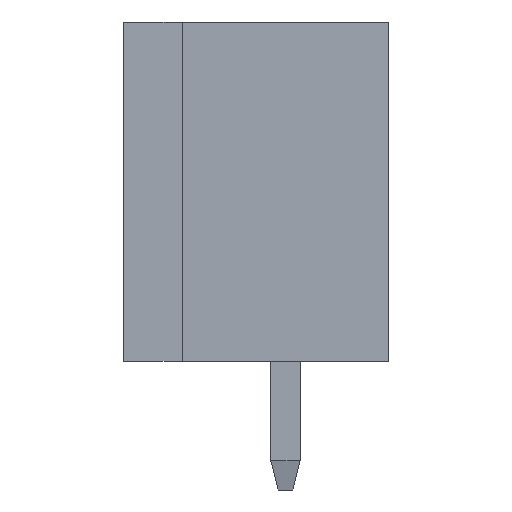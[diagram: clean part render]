
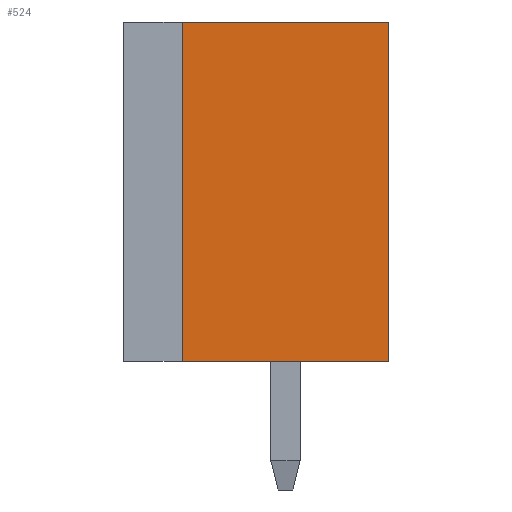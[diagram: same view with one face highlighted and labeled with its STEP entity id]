
A CAD part, left-side view. The second image highlights one B-rep face of the part: STEP entity #524.
In plain terms, the highlighted planar face has unit normal (-1, 0, 0).
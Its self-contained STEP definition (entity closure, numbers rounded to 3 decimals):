
#524 = ADVANCED_FACE( '', ( #1174 ), #1175, .F. );
#1174 = FACE_OUTER_BOUND( '', #1994, .T. );
#1175 = PLANE( '', #1995 );
#1994 = EDGE_LOOP( '', ( #3265, #3266, #3267, #3268 ) );
#1995 = AXIS2_PLACEMENT_3D( '', #3269, #3270, #3271 );
#3265 = ORIENTED_EDGE( '', *, *, #5118, .F. );
#3266 = ORIENTED_EDGE( '', *, *, #5399, .T. );
#3267 = ORIENTED_EDGE( '', *, *, #5400, .F. );
#3268 = ORIENTED_EDGE( '', *, *, #5401, .F. );
#3269 = CARTESIAN_POINT( '', ( -13.9, 0., 0. ) );
#3270 = DIRECTION( '', ( 1., 0., 0. ) );
#3271 = DIRECTION( '', ( 0., 0., -1. ) );
#5118 = EDGE_CURVE( '', #6171, #6173, #6174, .T. );
#5399 = EDGE_CURVE( '', #6171, #6636, #6637, .T. );
#5400 = EDGE_CURVE( '', #6638, #6636, #6639, .T. );
#5401 = EDGE_CURVE( '', #6173, #6638, #6640, .T. );
#6171 = VERTEX_POINT( '', #7722 );
#6173 = VERTEX_POINT( '', #7725 );
#6174 = LINE( '', #7726, #7727 );
#6636 = VERTEX_POINT( '', #8489 );
#6637 = LINE( '', #8490, #8491 );
#6638 = VERTEX_POINT( '', #8492 );
#6639 = LINE( '', #8493, #8494 );
#6640 = LINE( '', #8495, #8496 );
#7722 = CARTESIAN_POINT( '', ( -13.9, 2., 4.6 ) );
#7725 = CARTESIAN_POINT( '', ( -13.9, -3.6, 4.6 ) );
#7726 = CARTESIAN_POINT( '', ( -13.9, 3.6, 4.6 ) );
#7727 = VECTOR( '', #9765, 1000. );
#8489 = CARTESIAN_POINT( '', ( -13.9, 2., -4.6 ) );
#8490 = CARTESIAN_POINT( '', ( -13.9, 2., 0. ) );
#8491 = VECTOR( '', #10012, 1000. );
#8492 = CARTESIAN_POINT( '', ( -13.9, -3.6, -4.6 ) );
#8493 = CARTESIAN_POINT( '', ( -13.9, -3.6, -4.6 ) );
#8494 = VECTOR( '', #10013, 1000. );
#8495 = CARTESIAN_POINT( '', ( -13.9, -3.6, 4.6 ) );
#8496 = VECTOR( '', #10014, 1000. );
#9765 = DIRECTION( '', ( 0., -1., 0. ) );
#10012 = DIRECTION( '', ( 0., 0., -1. ) );
#10013 = DIRECTION( '', ( 0., 1., 0. ) );
#10014 = DIRECTION( '', ( 0., 0., -1. ) );
